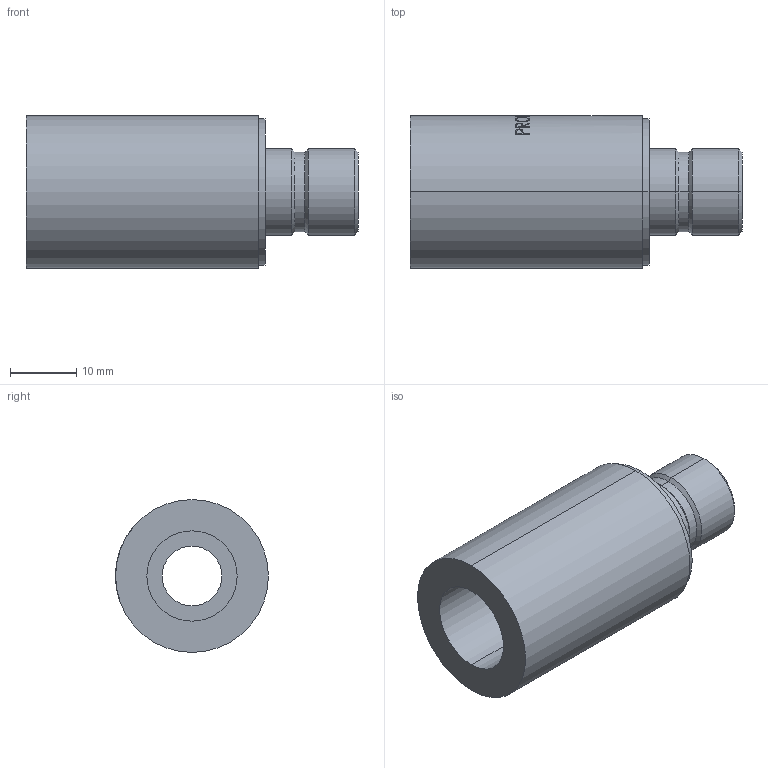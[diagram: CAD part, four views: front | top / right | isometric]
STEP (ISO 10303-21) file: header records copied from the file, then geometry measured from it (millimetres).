
FILE_DESCRIPTION (( 'STEP AP203' ), '1' );
FILE_NAME ('56c0.STEP', '2022-09-11T18:00:56', ( '' ), ( '' ), 'SwSTEP 2.0', 'SolidWorks 2019', '' );
FILE_SCHEMA (( 'CONFIG_CONTROL_DESIGN' ));
Length unit declared in the file: millimetre
Products named in the file (1): 56c0
Bounding box: 50 x 23 x 23 mm (x, y, z)
Volume: 12736.6 mm3; surface area: 5446.9 mm2
Topology: 1 solids, 1 shells, 108 faces, 272 edges, 178 vertices
Faces by surface type: bspline 42, plane 37, cylinder 23, cone 6
Entity records: 6918 total; most frequent: CARTESIAN_POINT 4568, ORIENTED_EDGE 544, DIRECTION 340, EDGE_CURVE 272, VERTEX_POINT 178, AXIS2_PLACEMENT_3D 137, B_SPLINE_CURVE_WITH_KNOTS 136, EDGE_LOOP 122
